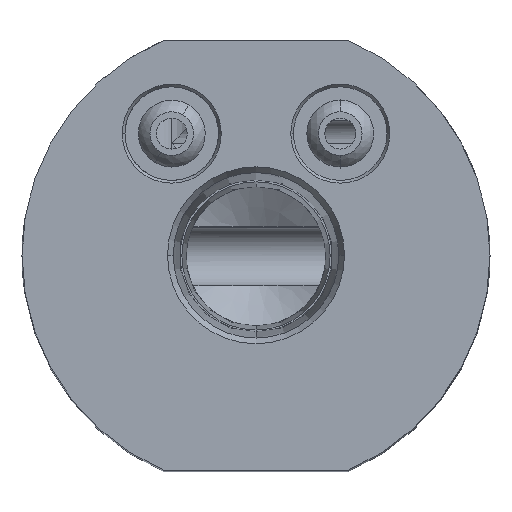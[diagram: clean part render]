
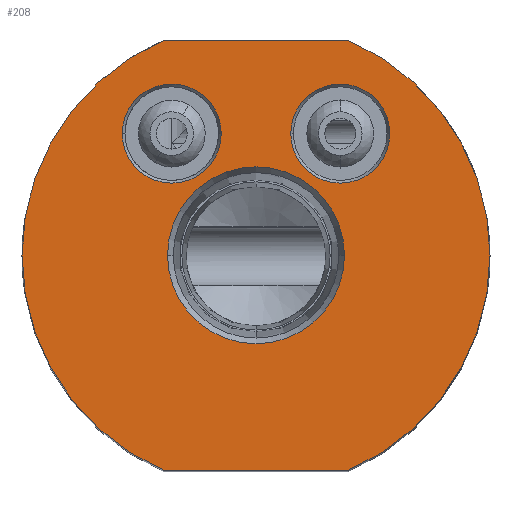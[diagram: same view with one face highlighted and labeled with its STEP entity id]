
A CAD part, top view. The second image highlights one B-rep face of the part: STEP entity #208.
In plain terms, the highlighted planar face has unit normal (0, 0, 1).
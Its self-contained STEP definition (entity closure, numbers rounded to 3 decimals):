
#32 = CARTESIAN_POINT ( 'NONE',  ( -9., 13., 127. ) ) ;
#169 = CARTESIAN_POINT ( 'NONE',  ( 9.798, -23., 127. ) ) ;
#208 = ADVANCED_FACE ( 'NONE', ( #5016, #1731, #2692, #549 ), #3335, .T. ) ;
#291 = AXIS2_PLACEMENT_3D ( 'NONE', #5538, #1185, #5499 ) ;
#373 = EDGE_CURVE ( 'NONE', #1660, #5037, #3902, .T. ) ;
#506 = CARTESIAN_POINT ( 'NONE',  ( 3.711, 13., 127. ) ) ;
#549 = FACE_OUTER_BOUND ( 'NONE', #4384, .T. ) ;
#561 = EDGE_CURVE ( 'NONE', #5037, #1660, #3076, .T. ) ;
#614 = AXIS2_PLACEMENT_3D ( 'NONE', #3825, #5130, #2682 ) ;
#764 = CARTESIAN_POINT ( 'NONE',  ( 0., 0., 127. ) ) ;
#874 = CARTESIAN_POINT ( 'NONE',  ( 9.798, -23., 127. ) ) ;
#912 = EDGE_CURVE ( 'NONE', #4357, #4163, #2382, .T. ) ;
#941 = VERTEX_POINT ( 'NONE', #2617 ) ;
#1185 = DIRECTION ( 'NONE',  ( 0., 0., -1. ) ) ;
#1275 = AXIS2_PLACEMENT_3D ( 'NONE', #764, #4111, #3190 ) ;
#1276 = ORIENTED_EDGE ( 'NONE', *, *, #2298, .T. ) ;
#1431 = CARTESIAN_POINT ( 'NONE',  ( -9.798, 23., 127. ) ) ;
#1484 = DIRECTION ( 'NONE',  ( 1., 0., 0. ) ) ;
#1491 = AXIS2_PLACEMENT_3D ( 'NONE', #32, #4347, #1484 ) ;
#1556 = CIRCLE ( 'NONE', #2669, 25. ) ;
#1604 = DIRECTION ( 'NONE',  ( -1., 0., 0. ) ) ;
#1634 = CARTESIAN_POINT ( 'NONE',  ( -25., 0., 127. ) ) ;
#1660 = VERTEX_POINT ( 'NONE', #5369 ) ;
#1731 = FACE_BOUND ( 'NONE', #5961, .T. ) ;
#1857 = CIRCLE ( 'NONE', #291, 5.289 ) ;
#1889 = ORIENTED_EDGE ( 'NONE', *, *, #373, .T. ) ;
#1952 = EDGE_CURVE ( 'NONE', #4389, #941, #5322, .T. ) ;
#2031 = CARTESIAN_POINT ( 'NONE',  ( -9.798, -23., 127. ) ) ;
#2170 = VECTOR ( 'NONE', #4989, 1000. ) ;
#2272 = CARTESIAN_POINT ( 'NONE',  ( 9.798, 23., 127. ) ) ;
#2285 = CARTESIAN_POINT ( 'NONE',  ( -9.451, 0., 127. ) ) ;
#2298 = EDGE_CURVE ( 'NONE', #5724, #4163, #3889, .T. ) ;
#2329 = CARTESIAN_POINT ( 'NONE',  ( -9., 13., 127. ) ) ;
#2333 = DIRECTION ( 'NONE',  ( 0., 0., -1. ) ) ;
#2360 = CARTESIAN_POINT ( 'NONE',  ( -14.289, 13., 127. ) ) ;
#2382 = LINE ( 'NONE', #169, #2170 ) ;
#2398 = DIRECTION ( 'NONE',  ( 1., 0., 0. ) ) ;
#2409 = EDGE_LOOP ( 'NONE', ( #4598, #4570 ) ) ;
#2471 = CARTESIAN_POINT ( 'NONE',  ( 0., 0., 127. ) ) ;
#2617 = CARTESIAN_POINT ( 'NONE',  ( 14.289, 13., 127. ) ) ;
#2646 = CARTESIAN_POINT ( 'NONE',  ( 0., 0., 127. ) ) ;
#2669 = AXIS2_PLACEMENT_3D ( 'NONE', #2646, #2801, #5168 ) ;
#2682 = DIRECTION ( 'NONE',  ( 1., 0., 0. ) ) ;
#2692 = FACE_BOUND ( 'NONE', #5843, .T. ) ;
#2801 = DIRECTION ( 'NONE',  ( 0., 0., 1. ) ) ;
#2915 = AXIS2_PLACEMENT_3D ( 'NONE', #2329, #6018, #3621 ) ;
#3007 = VERTEX_POINT ( 'NONE', #2272 ) ;
#3076 = CIRCLE ( 'NONE', #4577, 9.451 ) ;
#3176 = ORIENTED_EDGE ( 'NONE', *, *, #3444, .T. ) ;
#3190 = DIRECTION ( 'NONE',  ( 1., 0., 0. ) ) ;
#3335 = PLANE ( 'NONE',  #6202 ) ;
#3395 = DIRECTION ( 'NONE',  ( 0., 0., -1. ) ) ;
#3432 = CIRCLE ( 'NONE', #1491, 5.289 ) ;
#3444 = EDGE_CURVE ( 'NONE', #3007, #5438, #5683, .T. ) ;
#3484 = DIRECTION ( 'NONE',  ( 0., 0., 1. ) ) ;
#3489 = VERTEX_POINT ( 'NONE', #4871 ) ;
#3501 = ORIENTED_EDGE ( 'NONE', *, *, #4030, .T. ) ;
#3526 = DIRECTION ( 'NONE',  ( 1., 0., 0. ) ) ;
#3555 = EDGE_CURVE ( 'NONE', #941, #4389, #1857, .T. ) ;
#3599 = EDGE_CURVE ( 'NONE', #4357, #3007, #4178, .T. ) ;
#3621 = DIRECTION ( 'NONE',  ( 1., 0., 0. ) ) ;
#3708 = EDGE_CURVE ( 'NONE', #4630, #3489, #3432, .T. ) ;
#3825 = CARTESIAN_POINT ( 'NONE',  ( 0., 0., 127. ) ) ;
#3870 = CARTESIAN_POINT ( 'NONE',  ( 9., 13., 127. ) ) ;
#3889 = CIRCLE ( 'NONE', #1275, 25. ) ;
#3902 = CIRCLE ( 'NONE', #4260, 9.451 ) ;
#4030 = EDGE_CURVE ( 'NONE', #5438, #5724, #1556, .T. ) ;
#4031 = EDGE_CURVE ( 'NONE', #3489, #4630, #5896, .T. ) ;
#4111 = DIRECTION ( 'NONE',  ( 0., 0., 1. ) ) ;
#4163 = VERTEX_POINT ( 'NONE', #2031 ) ;
#4178 = CIRCLE ( 'NONE', #614, 25. ) ;
#4260 = AXIS2_PLACEMENT_3D ( 'NONE', #5749, #2333, #5173 ) ;
#4347 = DIRECTION ( 'NONE',  ( 0., 0., -1. ) ) ;
#4357 = VERTEX_POINT ( 'NONE', #874 ) ;
#4384 = EDGE_LOOP ( 'NONE', ( #3501, #1276, #5161, #5783, #3176 ) ) ;
#4389 = VERTEX_POINT ( 'NONE', #506 ) ;
#4570 = ORIENTED_EDGE ( 'NONE', *, *, #1952, .T. ) ;
#4577 = AXIS2_PLACEMENT_3D ( 'NONE', #4796, #5274, #5769 ) ;
#4598 = ORIENTED_EDGE ( 'NONE', *, *, #3555, .T. ) ;
#4630 = VERTEX_POINT ( 'NONE', #2360 ) ;
#4638 = AXIS2_PLACEMENT_3D ( 'NONE', #3870, #3395, #2398 ) ;
#4796 = CARTESIAN_POINT ( 'NONE',  ( 0., 0., 127. ) ) ;
#4871 = CARTESIAN_POINT ( 'NONE',  ( -3.711, 13., 127. ) ) ;
#4944 = CARTESIAN_POINT ( 'NONE',  ( 9.798, 23., 127. ) ) ;
#4974 = ORIENTED_EDGE ( 'NONE', *, *, #561, .T. ) ;
#4989 = DIRECTION ( 'NONE',  ( -1., 0., 0. ) ) ;
#5016 = FACE_BOUND ( 'NONE', #2409, .T. ) ;
#5037 = VERTEX_POINT ( 'NONE', #2285 ) ;
#5067 = VECTOR ( 'NONE', #1604, 1000. ) ;
#5130 = DIRECTION ( 'NONE',  ( 0., 0., 1. ) ) ;
#5136 = ORIENTED_EDGE ( 'NONE', *, *, #4031, .T. ) ;
#5161 = ORIENTED_EDGE ( 'NONE', *, *, #912, .F. ) ;
#5168 = DIRECTION ( 'NONE',  ( 1., 0., 0. ) ) ;
#5173 = DIRECTION ( 'NONE',  ( 1., 0., 0. ) ) ;
#5274 = DIRECTION ( 'NONE',  ( 0., 0., -1. ) ) ;
#5286 = ORIENTED_EDGE ( 'NONE', *, *, #3708, .T. ) ;
#5322 = CIRCLE ( 'NONE', #4638, 5.289 ) ;
#5369 = CARTESIAN_POINT ( 'NONE',  ( 9.451, 0., 127. ) ) ;
#5438 = VERTEX_POINT ( 'NONE', #1431 ) ;
#5499 = DIRECTION ( 'NONE',  ( 1., 0., 0. ) ) ;
#5538 = CARTESIAN_POINT ( 'NONE',  ( 9., 13., 127. ) ) ;
#5683 = LINE ( 'NONE', #4944, #5067 ) ;
#5724 = VERTEX_POINT ( 'NONE', #1634 ) ;
#5749 = CARTESIAN_POINT ( 'NONE',  ( 0., 0., 127. ) ) ;
#5769 = DIRECTION ( 'NONE',  ( 1., 0., 0. ) ) ;
#5783 = ORIENTED_EDGE ( 'NONE', *, *, #3599, .T. ) ;
#5843 = EDGE_LOOP ( 'NONE', ( #1889, #4974 ) ) ;
#5896 = CIRCLE ( 'NONE', #2915, 5.289 ) ;
#5961 = EDGE_LOOP ( 'NONE', ( #5136, #5286 ) ) ;
#6018 = DIRECTION ( 'NONE',  ( 0., 0., -1. ) ) ;
#6202 = AXIS2_PLACEMENT_3D ( 'NONE', #2471, #3484, #3526 ) ;
